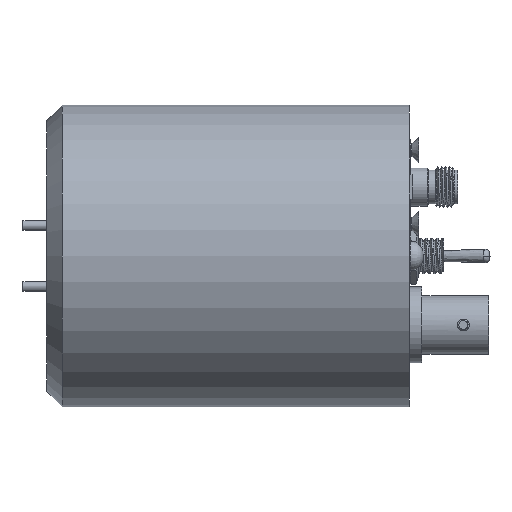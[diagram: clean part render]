
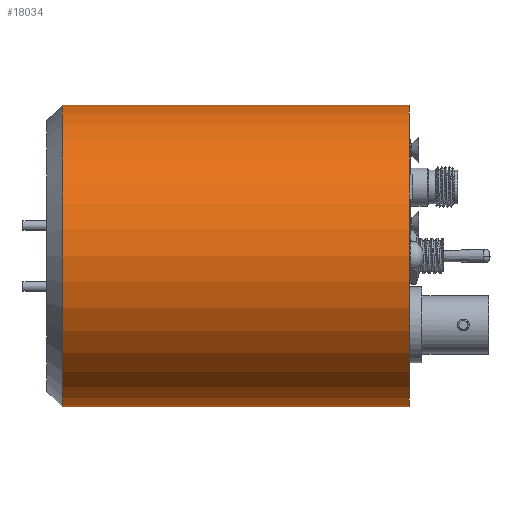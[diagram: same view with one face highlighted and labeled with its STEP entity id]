
A CAD part, front view. The second image highlights one B-rep face of the part: STEP entity #18034.
In plain terms, the highlighted cylindrical face has radius 25 mm (diameter 50 mm), a partial arc.
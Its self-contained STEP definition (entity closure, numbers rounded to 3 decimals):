
#398 = CIRCLE ( 'NONE', #20454, 25. ) ;
#582 = EDGE_CURVE ( 'NONE', #20992, #26544, #4849, .T. ) ;
#1613 = DIRECTION ( 'NONE',  ( 1., 0., 0. ) ) ;
#1887 = VERTEX_POINT ( 'NONE', #25174 ) ;
#2048 = DIRECTION ( 'NONE',  ( 1., 0., 0. ) ) ;
#2263 = VECTOR ( 'NONE', #22697, 1000. ) ;
#2694 = DIRECTION ( 'NONE',  ( 0., 0., -1. ) ) ;
#4247 = VERTEX_POINT ( 'NONE', #28015 ) ;
#4714 = AXIS2_PLACEMENT_3D ( 'NONE', #24937, #1613, #25055 ) ;
#4849 = LINE ( 'NONE', #16060, #14040 ) ;
#6481 = AXIS2_PLACEMENT_3D ( 'NONE', #24450, #26508, #14644 ) ;
#8829 = CARTESIAN_POINT ( 'NONE',  ( 0., 0., 25. ) ) ;
#10018 = LINE ( 'NONE', #8829, #2263 ) ;
#10446 = FACE_OUTER_BOUND ( 'NONE', #19208, .T. ) ;
#11728 = CIRCLE ( 'NONE', #4714, 25. ) ;
#11803 = EDGE_CURVE ( 'NONE', #4247, #26544, #11728, .T. ) ;
#13769 = ORIENTED_EDGE ( 'NONE', *, *, #11803, .F. ) ;
#14040 = VECTOR ( 'NONE', #2048, 1000. ) ;
#14369 = ORIENTED_EDGE ( 'NONE', *, *, #21153, .T. ) ;
#14644 = DIRECTION ( 'NONE',  ( 0., 0., -1. ) ) ;
#16060 = CARTESIAN_POINT ( 'NONE',  ( 0., 0., -25. ) ) ;
#16707 = DIRECTION ( 'NONE',  ( 1., 0., 0. ) ) ;
#17449 = CARTESIAN_POINT ( 'NONE',  ( -57.46, 0., -25. ) ) ;
#18034 = ADVANCED_FACE ( 'NONE', ( #10446 ), #29444, .T. ) ;
#19208 = EDGE_LOOP ( 'NONE', ( #27364, #14369, #27840, #13769 ) ) ;
#20454 = AXIS2_PLACEMENT_3D ( 'NONE', #21123, #16707, #2694 ) ;
#20992 = VERTEX_POINT ( 'NONE', #17449 ) ;
#21123 = CARTESIAN_POINT ( 'NONE',  ( -57.46, 0., 0. ) ) ;
#21153 = EDGE_CURVE ( 'NONE', #1887, #20992, #398, .T. ) ;
#22697 = DIRECTION ( 'NONE',  ( 1., 0., 0. ) ) ;
#24450 = CARTESIAN_POINT ( 'NONE',  ( 0., 0., 0. ) ) ;
#24937 = CARTESIAN_POINT ( 'NONE',  ( 0., 0., 0. ) ) ;
#25055 = DIRECTION ( 'NONE',  ( 0., 0., -1. ) ) ;
#25174 = CARTESIAN_POINT ( 'NONE',  ( -57.46, 0., 25. ) ) ;
#26245 = CARTESIAN_POINT ( 'NONE',  ( 0., 0., -25. ) ) ;
#26265 = EDGE_CURVE ( 'NONE', #1887, #4247, #10018, .T. ) ;
#26508 = DIRECTION ( 'NONE',  ( 1., 0., 0. ) ) ;
#26544 = VERTEX_POINT ( 'NONE', #26245 ) ;
#27364 = ORIENTED_EDGE ( 'NONE', *, *, #26265, .F. ) ;
#27840 = ORIENTED_EDGE ( 'NONE', *, *, #582, .T. ) ;
#28015 = CARTESIAN_POINT ( 'NONE',  ( 0., 0., 25. ) ) ;
#29444 = CYLINDRICAL_SURFACE ( 'NONE', #6481, 25. ) ;
